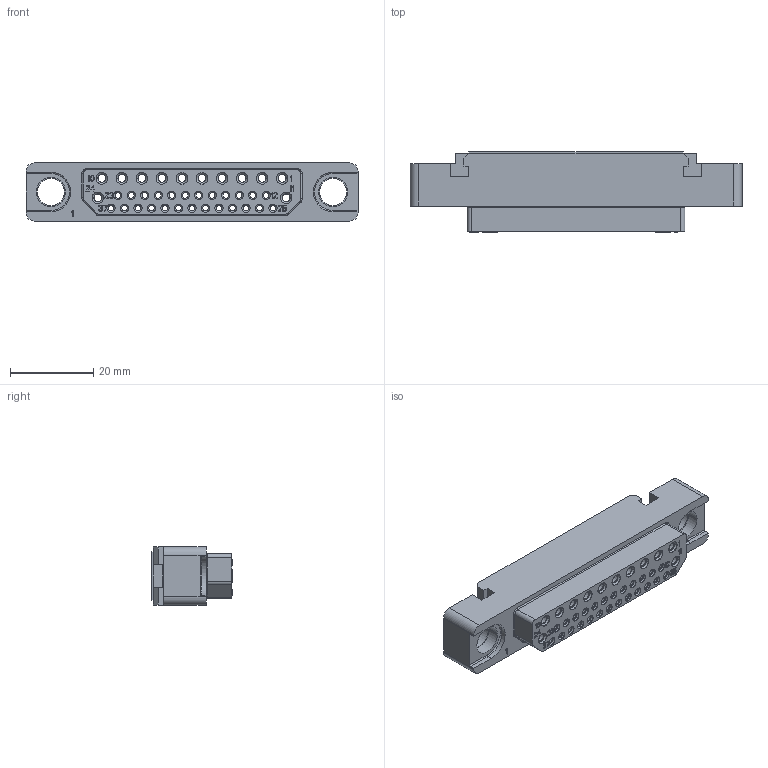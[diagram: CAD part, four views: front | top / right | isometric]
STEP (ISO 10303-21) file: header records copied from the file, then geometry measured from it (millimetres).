
FILE_DESCRIPTION((''),'2;1');
FILE_NAME('1900ND09S2X00C','2019-10-29T',('presta_be4'),(''),'CREO PARAMETRIC BY PTC INC, 2018360','CREO PARAMETRIC BY PTC INC, 2018360','');
FILE_SCHEMA(('CONFIG_CONTROL_DESIGN'));
Products named in the file (1): 1900ND09S2X00C
Bounding box: 80 x 19.3 x 14 mm (x, y, z)
Volume: 10854.4 mm3; surface area: 12245.3 mm2
Topology: 1 solids, 1 shells, 2312 faces, 5830 edges, 3716 vertices
Faces by surface type: plane 1330, cylinder 490, cone 484, torus 8
Entity records: 69034 total; most frequent: DIRECTION 11972, CARTESIAN_POINT 11866, ORIENTED_EDGE 11660, EDGE_CURVE 5830, VECTOR 4304, LINE 4304, AXIS2_PLACEMENT_3D 3834, VERTEX_POINT 3716
